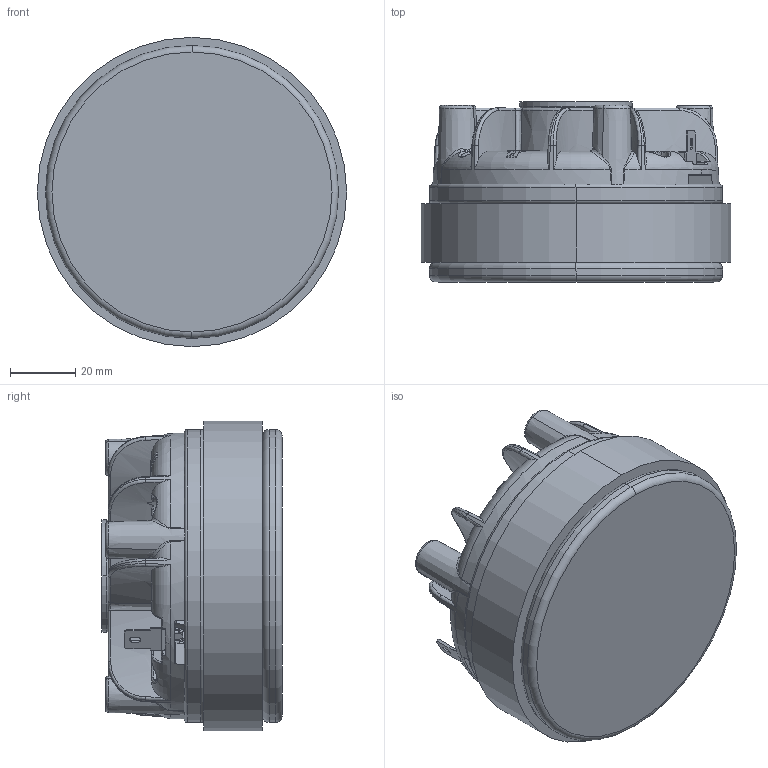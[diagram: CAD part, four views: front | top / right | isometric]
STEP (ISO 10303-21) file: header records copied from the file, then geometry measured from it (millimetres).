
FILE_DESCRIPTION (( 'STEP AP214' ), '1' );
FILE_NAME ('557 3D NEW .STEP', '2024-01-09T08:06:55', ( '' ), ( '' ), 'SwSTEP 2.0', 'SolidWorks 2020', '' );
FILE_SCHEMA (( 'AUTOMOTIVE_DESIGN' ));
Length unit declared in the file: millimetre
Products named in the file (1): 557 3D NEW 
Bounding box: 95 x 55.3 x 95 mm (x, y, z)
Surface area: 59251.9 mm2 (no closed solid volume)
Topology: 0 solids, 18 shells, 1426 faces, 7085 edges, 5602 vertices
Faces by surface type: plane 911, bspline 161, cylinder 156, torus 115, cone 77, sphere 6
Entity records: 100147 total; most frequent: CARTESIAN_POINT 31856, ORIENTED_EDGE 9760, DIRECTION 9406, EDGE_CURVE 7083, VERTEX_POINT 5602, LINE 4992, VECTOR 4992, AXIS2_PLACEMENT_3D 2207
